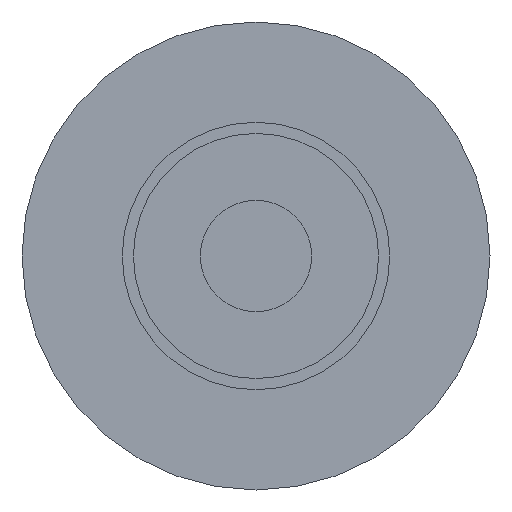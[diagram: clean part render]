
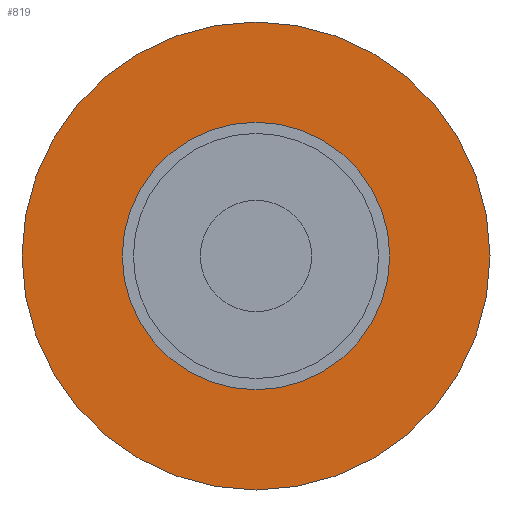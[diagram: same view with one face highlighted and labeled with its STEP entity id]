
A CAD part, front view. The second image highlights one B-rep face of the part: STEP entity #819.
In plain terms, the highlighted planar face has unit normal (0, -1, 0).
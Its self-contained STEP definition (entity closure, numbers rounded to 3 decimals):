
#21 = ORIENTED_EDGE ( 'NONE', *, *, #263, .F. ) ;
#47 = CARTESIAN_POINT ( 'NONE',  ( 0., -2.5, 10.5 ) ) ;
#166 = EDGE_LOOP ( 'NONE', ( #295, #21 ) ) ;
#234 = CIRCLE ( 'NONE', #553, 10.5 ) ;
#260 = DIRECTION ( 'NONE',  ( 0., 1., 0. ) ) ;
#263 = EDGE_CURVE ( 'NONE', #297, #529, #234, .T. ) ;
#270 = DIRECTION ( 'NONE',  ( 0., 0., 1. ) ) ;
#295 = ORIENTED_EDGE ( 'NONE', *, *, #1213, .F. ) ;
#297 = VERTEX_POINT ( 'NONE', #386 ) ;
#381 = FACE_OUTER_BOUND ( 'NONE', #166, .T. ) ;
#386 = CARTESIAN_POINT ( 'NONE',  ( 0., -2.5, -10.5 ) ) ;
#394 = CARTESIAN_POINT ( 'NONE',  ( 0., -2.5, 0. ) ) ;
#529 = VERTEX_POINT ( 'NONE', #47 ) ;
#553 = AXIS2_PLACEMENT_3D ( 'NONE', #394, #869, #863 ) ;
#592 = DIRECTION ( 'NONE',  ( 0., 1., 0. ) ) ;
#739 = CARTESIAN_POINT ( 'NONE',  ( 0., -2.5, 0. ) ) ;
#795 = DIRECTION ( 'NONE',  ( 0., 0., 1. ) ) ;
#819 = ADVANCED_FACE ( 'NONE', ( #381 ), #1030, .F. ) ;
#840 = CIRCLE ( 'NONE', #895, 10.5 ) ;
#863 = DIRECTION ( 'NONE',  ( 0., 0., 1. ) ) ;
#869 = DIRECTION ( 'NONE',  ( 0., 1., 0. ) ) ;
#895 = AXIS2_PLACEMENT_3D ( 'NONE', #1154, #592, #795 ) ;
#973 = AXIS2_PLACEMENT_3D ( 'NONE', #739, #260, #270 ) ;
#1030 = PLANE ( 'NONE',  #973 ) ;
#1154 = CARTESIAN_POINT ( 'NONE',  ( 0., -2.5, 0. ) ) ;
#1213 = EDGE_CURVE ( 'NONE', #529, #297, #840, .T. ) ;
